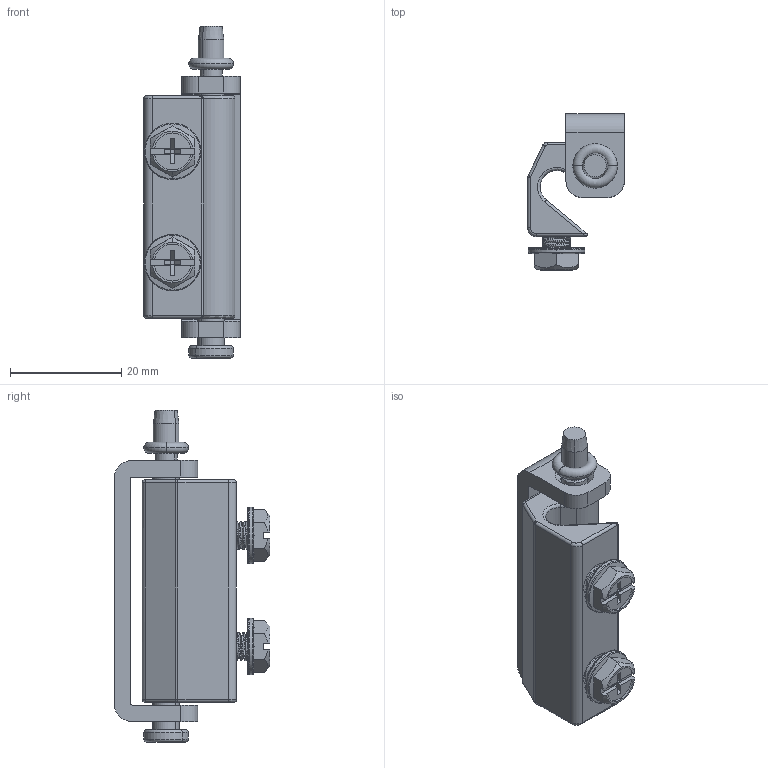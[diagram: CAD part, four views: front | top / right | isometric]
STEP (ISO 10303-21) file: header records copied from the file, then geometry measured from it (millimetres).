
FILE_DESCRIPTION (( 'STEP AP203' ), '1' );
FILE_NAME ('MG54.1.1.1.STEP', '2022-10-31T12:11:19', ( '' ), ( '' ), 'SwSTEP 2.0', 'SolidWorks 2021', '' );
FILE_SCHEMA (( 'CONFIG_CONTROL_DESIGN' ));
Length unit declared in the file: millimetre
Products named in the file (1): MG54.1.1.1
Bounding box: 17.37 x 28 x 59.7 mm (x, y, z)
Surface area: 6859.5 mm2 (no closed solid volume)
Topology: 0 solids, 11 shells, 402 faces, 1170 edges, 726 vertices
Faces by surface type: plane 165, cylinder 105, torus 60, bspline 50, cone 22
Entity records: 16399 total; most frequent: CARTESIAN_POINT 6524, ORIENTED_EDGE 2067, DIRECTION 1899, EDGE_CURVE 1168, VERTEX_POINT 726, AXIS2_PLACEMENT_3D 648, VECTOR 603, LINE 603
